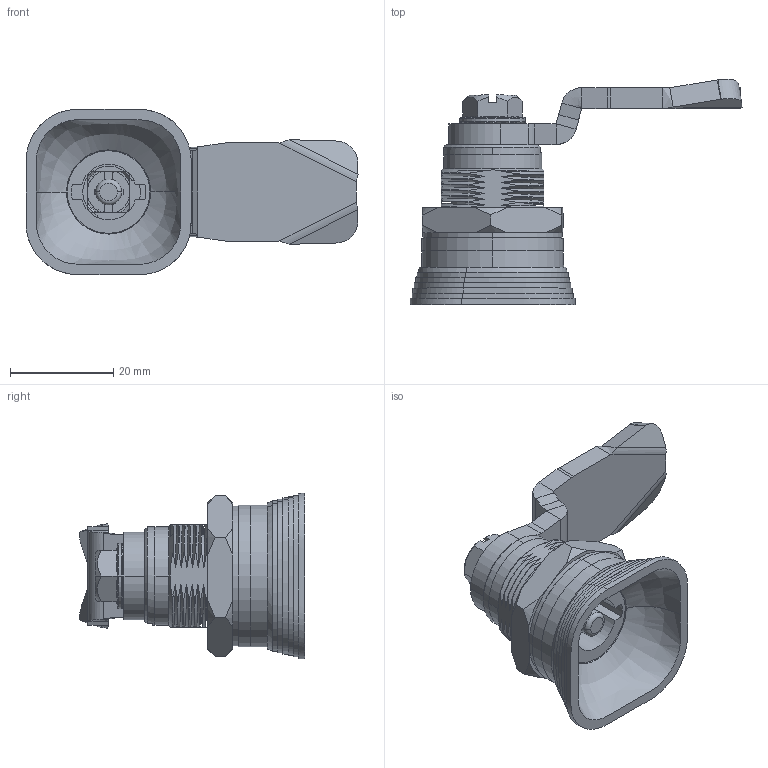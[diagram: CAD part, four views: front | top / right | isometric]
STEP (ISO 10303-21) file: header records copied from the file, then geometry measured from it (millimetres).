
FILE_DESCRIPTION (( 'STEP AP203' ), '1' );
FILE_NAME ('KT05.1.5.64.0.STEP', '2022-07-29T05:40:14', ( '' ), ( '' ), 'SwSTEP 2.0', 'SolidWorks 2021', '' );
FILE_SCHEMA (( 'CONFIG_CONTROL_DESIGN' ));
Products named in the file (1): KT05.1.5.64.0
Bounding box: 64.31 x 43.65 x 32 mm (x, y, z)
Surface area: 9955.3 mm2 (no closed solid volume)
Topology: 0 solids, 31 shells, 299 faces, 943 edges, 669 vertices
Faces by surface type: plane 120, bspline 79, cylinder 61, cone 33, torus 6
Entity records: 37515 total; most frequent: CARTESIAN_POINT 30349, ORIENTED_EDGE 1601, DIRECTION 1083, EDGE_CURVE 943, VERTEX_POINT 669, LINE 397, VECTOR 397, AXIS2_PLACEMENT_3D 343
